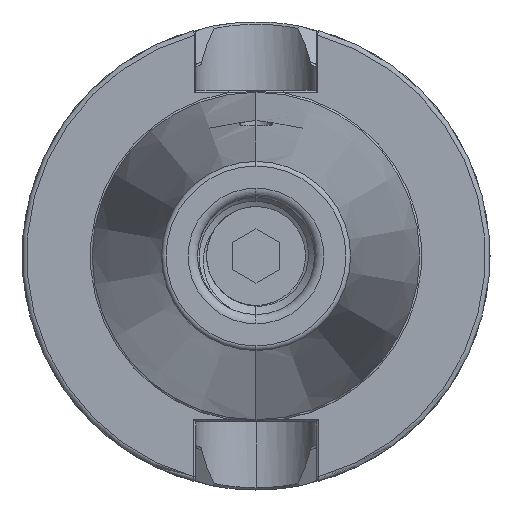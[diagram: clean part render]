
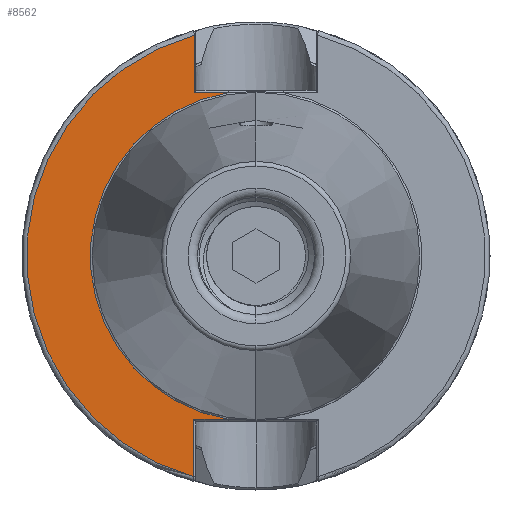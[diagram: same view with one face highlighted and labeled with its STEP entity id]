
A CAD part, left-side view. The second image highlights one B-rep face of the part: STEP entity #8562.
In plain terms, the highlighted planar face has unit normal (-1, 0, 0).
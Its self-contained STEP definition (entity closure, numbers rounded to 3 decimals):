
#1853 = FACE_OUTER_BOUND ( 'NONE', #65049, .T. ) ;
#2130 = AXIS2_PLACEMENT_3D ( 'NONE', #39906, #39911, #39913 ) ;
#2413 = CIRCLE ( 'NONE', #2602, 49. ) ;
#2426 = LINE ( 'NONE', #50091, #2428 ) ;
#2428 = VECTOR ( 'NONE', #50099, 1000. ) ;
#2435 = LINE ( 'NONE', #50365, #2454 ) ;
#2454 = VECTOR ( 'NONE', #50436, 1000. ) ;
#2602 = AXIS2_PLACEMENT_3D ( 'NONE', #50053, #50030, #50009 ) ;
#8562 = ADVANCED_FACE ( 'NONE', ( #1853 ), #23643, .F. ) ;
#10131 = ORIENTED_EDGE ( 'NONE', *, *, #24891, .T. ) ;
#10132 = ORIENTED_EDGE ( 'NONE', *, *, #24886, .T. ) ;
#10136 = ORIENTED_EDGE ( 'NONE', *, *, #24940, .T. ) ;
#10220 = ORIENTED_EDGE ( 'NONE', *, *, #59111, .T. ) ;
#10374 = ORIENTED_EDGE ( 'NONE', *, *, #59070, .F. ) ;
#10382 = ORIENTED_EDGE ( 'NONE', *, *, #59060, .T. ) ;
#23622 = CARTESIAN_POINT ( 'NONE',  ( 0., 35.398, 0. ) ) ;
#23625 = DIRECTION ( 'NONE',  ( 1., 0., 0. ) ) ;
#23626 = DIRECTION ( 'NONE',  ( 0., 0., -1. ) ) ;
#23643 = PLANE ( 'NONE',  #24526 ) ;
#24526 = AXIS2_PLACEMENT_3D ( 'NONE', #23622, #23625, #23626 ) ;
#24886 = EDGE_CURVE ( 'NONE', #65569, #65511, #2413, .T. ) ;
#24891 = EDGE_CURVE ( 'NONE', #65511, #65564, #2426, .T. ) ;
#24940 = EDGE_CURVE ( 'NONE', #65564, #65520, #2435, .T. ) ;
#28953 = CIRCLE ( 'NONE', #2130, 35.398 ) ;
#28954 = LINE ( 'NONE', #41110, #28959 ) ;
#28959 = VECTOR ( 'NONE', #41108, 1000. ) ;
#29014 = VECTOR ( 'NONE', #49027, 1000. ) ;
#29032 = LINE ( 'NONE', #49000, #29014 ) ;
#39906 = CARTESIAN_POINT ( 'NONE',  ( 0., 0., 0. ) ) ;
#39911 = DIRECTION ( 'NONE',  ( -1., 0., 0. ) ) ;
#39913 = DIRECTION ( 'NONE',  ( 0., 0., 1. ) ) ;
#41108 = DIRECTION ( 'NONE',  ( 0., 0., 1. ) ) ;
#41110 = CARTESIAN_POINT ( 'NONE',  ( 0., 13.194, 47.285 ) ) ;
#49000 = CARTESIAN_POINT ( 'NONE',  ( 0., 12.85, 34.9 ) ) ;
#49027 = DIRECTION ( 'NONE',  ( 0., 1., 0. ) ) ;
#49262 = CARTESIAN_POINT ( 'NONE',  ( 0., 5.916, 34.9 ) ) ;
#49277 = CARTESIAN_POINT ( 'NONE',  ( 0., 5.916, -34.9 ) ) ;
#49279 = CARTESIAN_POINT ( 'NONE',  ( 0., 13.279, -47.166 ) ) ;
#49315 = CARTESIAN_POINT ( 'NONE',  ( 0., 13.279, -34.9 ) ) ;
#49330 = CARTESIAN_POINT ( 'NONE',  ( 0., 13.194, 34.9 ) ) ;
#49331 = CARTESIAN_POINT ( 'NONE',  ( 0., 13.194, 47.19 ) ) ;
#50009 = DIRECTION ( 'NONE',  ( 0., 0., 1. ) ) ;
#50030 = DIRECTION ( 'NONE',  ( -1., 0., 0. ) ) ;
#50053 = CARTESIAN_POINT ( 'NONE',  ( 0., 0., 0. ) ) ;
#50091 = CARTESIAN_POINT ( 'NONE',  ( 0., 13.279, 0. ) ) ;
#50099 = DIRECTION ( 'NONE',  ( 0., 0., 1. ) ) ;
#50365 = CARTESIAN_POINT ( 'NONE',  ( 0., 35.398, -34.9 ) ) ;
#50436 = DIRECTION ( 'NONE',  ( 0., -1., 0. ) ) ;
#59060 = EDGE_CURVE ( 'NONE', #65560, #65569, #28954, .T. ) ;
#59070 = EDGE_CURVE ( 'NONE', #65522, #65520, #28953, .T. ) ;
#59111 = EDGE_CURVE ( 'NONE', #65522, #65560, #29032, .T. ) ;
#65049 = EDGE_LOOP ( 'NONE', ( #10132, #10131, #10136, #10374, #10220, #10382 ) ) ;
#65511 = VERTEX_POINT ( 'NONE', #49279 ) ;
#65520 = VERTEX_POINT ( 'NONE', #49277 ) ;
#65522 = VERTEX_POINT ( 'NONE', #49262 ) ;
#65560 = VERTEX_POINT ( 'NONE', #49330 ) ;
#65564 = VERTEX_POINT ( 'NONE', #49315 ) ;
#65569 = VERTEX_POINT ( 'NONE', #49331 ) ;
